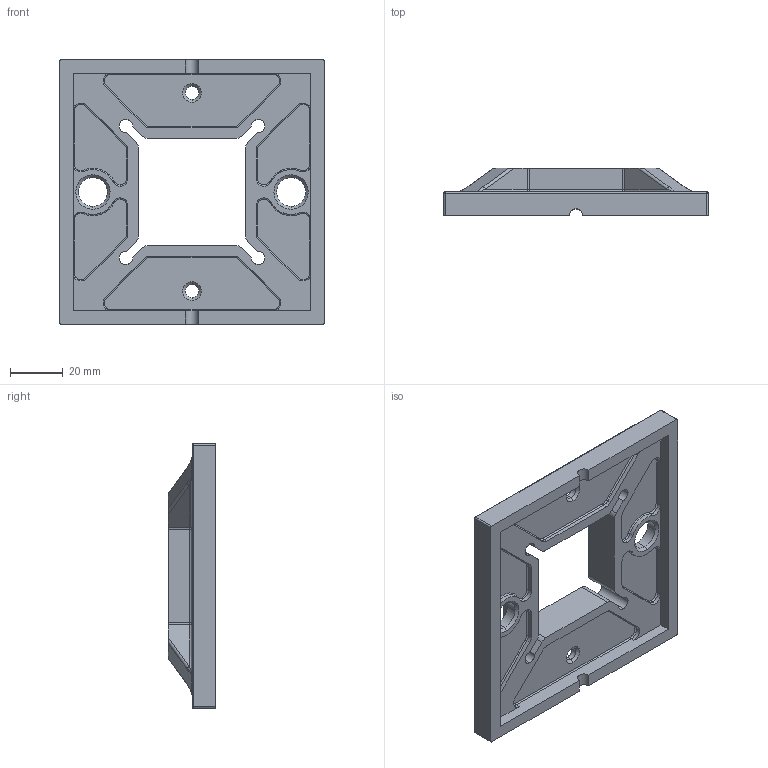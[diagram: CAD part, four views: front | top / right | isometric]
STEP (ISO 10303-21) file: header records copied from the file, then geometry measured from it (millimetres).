
FILE_DESCRIPTION (( 'STEP AP203' ), '1' );
FILE_NAME ('A_4940-040.STEP', '2019-01-11T09:55:40', ( '' ), ( '' ), 'SwSTEP 2.0', 'SolidWorks 2018', '' );
FILE_SCHEMA (( 'CONFIG_CONTROL_DESIGN' ));
Length unit declared in the file: millimetre
Products named in the file (1): A_4940-040
Bounding box: 100 x 18 x 100 mm (x, y, z)
Volume: 51942.2 mm3; surface area: 28312.5 mm2
Topology: 1 solids, 1 shells, 259 faces, 668 edges, 392 vertices
Faces by surface type: cylinder 126, plane 61, torus 36, bspline 16, sphere 12, cone 8
Entity records: 8055 total; most frequent: CARTESIAN_POINT 1740, DIRECTION 1396, ORIENTED_EDGE 1296, EDGE_CURVE 648, AXIS2_PLACEMENT_3D 544, VERTEX_POINT 392, LINE 308, VECTOR 308
